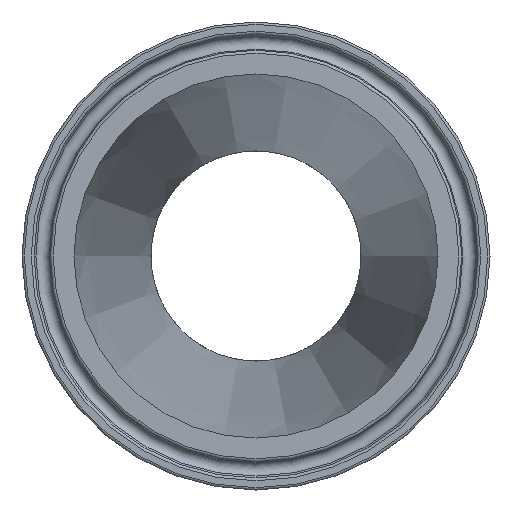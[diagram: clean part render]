
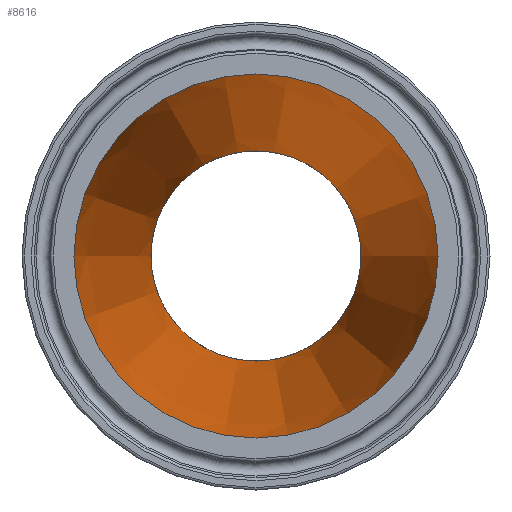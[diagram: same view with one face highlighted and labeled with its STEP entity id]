
A CAD part, left-side view. The second image highlights one B-rep face of the part: STEP entity #8616.
In plain terms, the highlighted conical face has half-angle 7.125 degrees and reference radius 23.749 mm.
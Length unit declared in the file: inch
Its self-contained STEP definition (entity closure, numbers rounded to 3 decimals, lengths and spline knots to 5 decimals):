
#95=CIRCLE('',#9185,0.685);
#96=CIRCLE('',#9186,0.685);
#97=CIRCLE('',#9188,1.185);
#98=CIRCLE('',#9189,1.185);
#1047=FACE_OUTER_BOUND('',#1555,.T.);
#1555=EDGE_LOOP('',(#7933,#7934,#7935,#7936,#7937,#7938));
#2151=LINE('',#18981,#2732);
#2732=VECTOR('',#10901,0.935);
#4148=VERTEX_POINT('',#18975);
#4149=VERTEX_POINT('',#18976);
#4150=VERTEX_POINT('',#18980);
#4151=VERTEX_POINT('',#18982);
#5422=EDGE_CURVE('',#4148,#4149,#95,.T.);
#5423=EDGE_CURVE('',#4149,#4148,#96,.T.);
#5424=EDGE_CURVE('',#4149,#4150,#2151,.T.);
#5425=EDGE_CURVE('',#4151,#4150,#97,.T.);
#5426=EDGE_CURVE('',#4150,#4151,#98,.T.);
#7933=ORIENTED_EDGE('',*,*,#5422,.T.);
#7934=ORIENTED_EDGE('',*,*,#5424,.T.);
#7935=ORIENTED_EDGE('',*,*,#5425,.F.);
#7936=ORIENTED_EDGE('',*,*,#5426,.F.);
#7937=ORIENTED_EDGE('',*,*,#5424,.F.);
#7938=ORIENTED_EDGE('',*,*,#5423,.T.);
#8104=CONICAL_SURFACE('',#9187,0.935,0.124);
#8616=ADVANCED_FACE('',(#1047),#8104,.F.);
#9185=AXIS2_PLACEMENT_3D('',#18977,#10895,#10896);
#9186=AXIS2_PLACEMENT_3D('',#18978,#10897,#10898);
#9187=AXIS2_PLACEMENT_3D('',#18979,#10899,#10900);
#9188=AXIS2_PLACEMENT_3D('',#18983,#10902,#10903);
#9189=AXIS2_PLACEMENT_3D('',#18984,#10904,#10905);
#10895=DIRECTION('center_axis',(1.,0.,0.));
#10896=DIRECTION('ref_axis',(0.,1.,0.));
#10897=DIRECTION('center_axis',(1.,0.,0.));
#10898=DIRECTION('ref_axis',(0.,1.,0.));
#10899=DIRECTION('center_axis',(-1.,0.,0.));
#10900=DIRECTION('ref_axis',(0.,1.,0.));
#10901=DIRECTION('',(-0.992,-0.124,0.));
#10902=DIRECTION('center_axis',(1.,0.,0.));
#10903=DIRECTION('ref_axis',(0.,1.,0.));
#10904=DIRECTION('center_axis',(1.,0.,0.));
#10905=DIRECTION('ref_axis',(0.,1.,0.));
#18975=CARTESIAN_POINT('',(5.05662,0.685,0.));
#18976=CARTESIAN_POINT('',(5.05662,-0.685,0.));
#18977=CARTESIAN_POINT('Origin',(5.05662,0.,
0.));
#18978=CARTESIAN_POINT('Origin',(5.05662,0.,
0.));
#18979=CARTESIAN_POINT('Origin',(3.05662,0.,
0.));
#18980=CARTESIAN_POINT('',(1.05662,-1.185,0.));
#18981=CARTESIAN_POINT('',(3.05662,-0.935,0.));
#18982=CARTESIAN_POINT('',(1.05662,1.185,0.));
#18983=CARTESIAN_POINT('Origin',(1.05662,0.,
0.));
#18984=CARTESIAN_POINT('Origin',(1.05662,0.,
0.));
